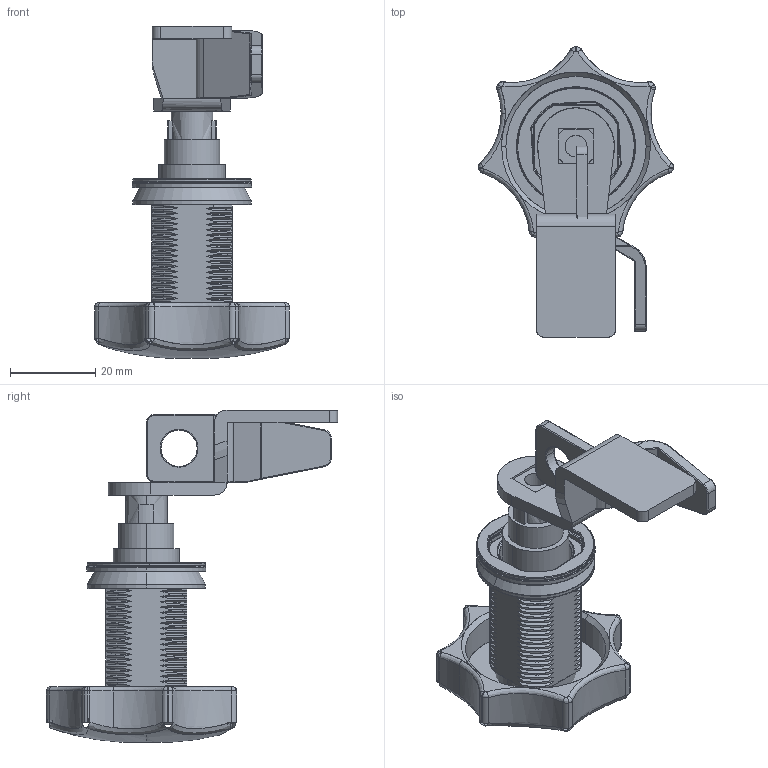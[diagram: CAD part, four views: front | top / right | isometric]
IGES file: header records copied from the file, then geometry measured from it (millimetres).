
Start section: SolidWorks IGES file using analytic representation for surfaces
Global section: file name: TM-7141_3D.IGS; native system: SolidWorks 2020; preprocessor: SolidWorks 2020; author: user; date: 250116.114321; units: millimetre
Bounding box: 45.86 x 68.5 x 78.1 mm (x, y, z)
Surface area: 19129.2 mm2 (no closed solid volume)
Topology: 0 solids, 0 shells, 652 faces, 5046 edges, 5026 vertices
Faces by surface type: bspline 395, revolution 257
